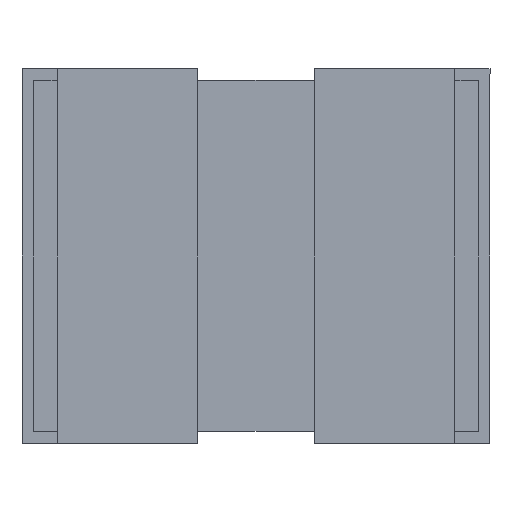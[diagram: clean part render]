
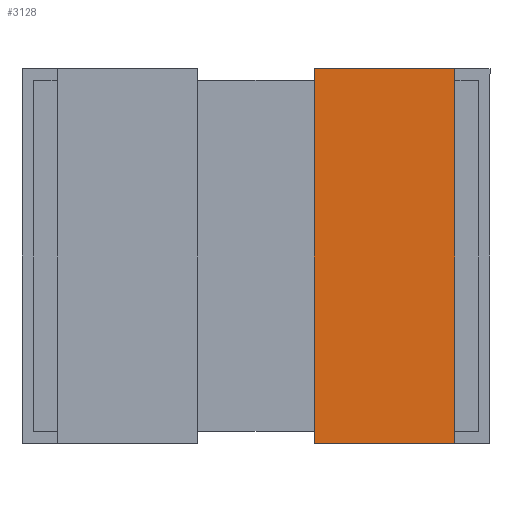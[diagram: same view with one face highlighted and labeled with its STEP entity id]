
A CAD part, left-side view. The second image highlights one B-rep face of the part: STEP entity #3128.
In plain terms, the highlighted planar face has unit normal (-1, 0, 0).
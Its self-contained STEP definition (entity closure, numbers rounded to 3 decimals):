
#112=LINE('',#4347,#329);
#114=LINE('',#4351,#331);
#115=LINE('',#4353,#332);
#116=LINE('',#4355,#333);
#329=VECTOR('',#3461,1000.);
#331=VECTOR('',#3465,1000.);
#332=VECTOR('',#3466,1000.);
#333=VECTOR('',#3467,1000.);
#633=ORIENTED_EDGE('',*,*,#1289,.T.);
#634=ORIENTED_EDGE('',*,*,#1290,.F.);
#635=ORIENTED_EDGE('',*,*,#1291,.F.);
#636=ORIENTED_EDGE('',*,*,#1287,.T.);
#1287=EDGE_CURVE('',#1611,#1610,#112,.T.);
#1289=EDGE_CURVE('',#1610,#1612,#114,.T.);
#1290=EDGE_CURVE('',#1613,#1612,#115,.T.);
#1291=EDGE_CURVE('',#1611,#1613,#116,.T.);
#1610=VERTEX_POINT('',#4346);
#1611=VERTEX_POINT('',#4348);
#1612=VERTEX_POINT('',#4352);
#1613=VERTEX_POINT('',#4354);
#1867=EDGE_LOOP('',(#633,#634,#635,#636));
#2004=FACE_BOUND('',#1867,.T.);
#2133=PLANE('',#3259);
#3128=ADVANCED_FACE('',(#2004),#2133,.F.);
#3259=AXIS2_PLACEMENT_3D('',#4350,#3463,#3464);
#3461=DIRECTION('',(0.,1.,0.));
#3463=DIRECTION('',(1.,0.,0.));
#3464=DIRECTION('',(0.,0.,-1.));
#3465=DIRECTION('',(0.,0.,-1.));
#3466=DIRECTION('',(0.,1.,0.));
#3467=DIRECTION('',(0.,0.,-1.));
#4346=CARTESIAN_POINT('',(-0.625,-0.125,0.4));
#4347=CARTESIAN_POINT('',(-0.625,-0.425,0.4));
#4348=CARTESIAN_POINT('',(-0.625,-0.425,0.4));
#4350=CARTESIAN_POINT('',(-0.625,-0.425,0.4));
#4351=CARTESIAN_POINT('',(-0.625,-0.125,0.4));
#4352=CARTESIAN_POINT('',(-0.625,-0.125,-0.4));
#4353=CARTESIAN_POINT('',(-0.625,-0.425,-0.4));
#4354=CARTESIAN_POINT('',(-0.625,-0.425,-0.4));
#4355=CARTESIAN_POINT('',(-0.625,-0.425,0.4));
